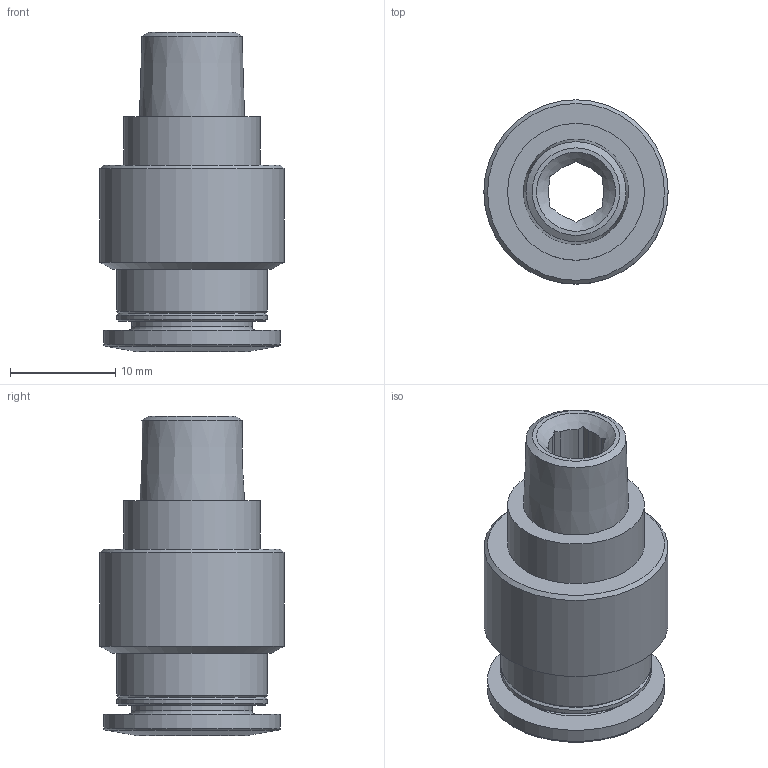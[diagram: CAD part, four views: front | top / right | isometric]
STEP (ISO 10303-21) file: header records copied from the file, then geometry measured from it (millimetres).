
FILE_DESCRIPTION(/* description */ ('STEP AP214'),/* implementation_level */ '2;1');
FILE_NAME(/* name */ '190647_QS-1_8-10-I',/* time_stamp */ '2024-09-10T08:19:37+02:00',/* author */ ('License CC BY-ND 4.0'),/* organization */ ('CADENAS'),/* preprocessor_version */ 'ST-DEVELOPER v19.3',/* originating_system */ 'PARTsolutions',/* authorisation */ ' ');
FILE_SCHEMA (('AUTOMOTIVE_DESIGN { 1 0 10303 214 3 1 1 }','AP242_MANAGED_MODEL_BASED_3D_ENGINEERING_MIM_LF { 1 0 10303 442 3 1 4 }','AUTOMOTIVE_DESIGN {1 0 10303 214 3 1 1}'));
Length unit declared in the file: millimetre
Products named in the file (1): 190647 QS-1/8-10-I
Bounding box: 17.5 x 17.5 x 30.3 mm (x, y, z)
Volume: 2984.8 mm3; surface area: 2727.2 mm2
Topology: 1 solids, 1 shells, 44 faces, 99 edges, 62 vertices
Faces by surface type: plane 19, cylinder 13, cone 9, torus 3
Full cylindrical faces by diameter (mm): 10 x1, 11.4 x1, 13 x1, 14.3 x2, 16.8 x1, 17.5 x1
Entity records: 1468 total; most frequent: CARTESIAN_POINT 221, DIRECTION 194, ORIENTED_EDGE 158, AXIS2_PLACEMENT_3D 82, EDGE_CURVE 79, EDGE_LOOP 70, FACE_BOUND 70, VERTEX_POINT 61
